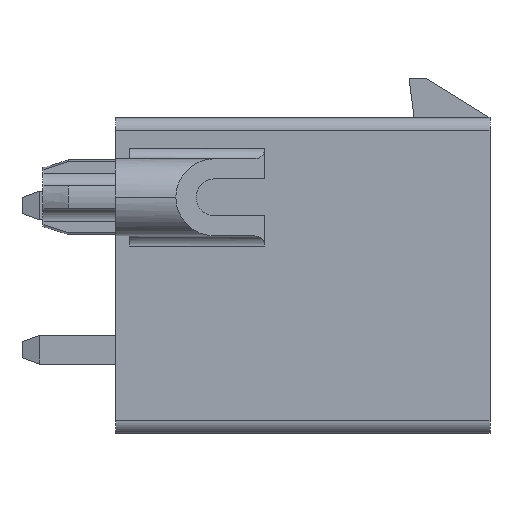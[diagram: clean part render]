
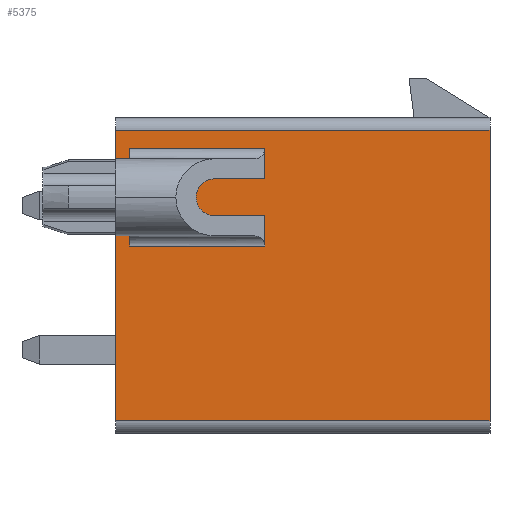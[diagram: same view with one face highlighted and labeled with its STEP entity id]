
A CAD part, left-side view. The second image highlights one B-rep face of the part: STEP entity #5375.
In plain terms, the highlighted planar face has unit normal (-1, 0, 0).
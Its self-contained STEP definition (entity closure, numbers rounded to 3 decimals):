
#973=ORIENTED_EDGE('',*,*,#2081,.T.);
#974=ORIENTED_EDGE('',*,*,#2255,.F.);
#975=ORIENTED_EDGE('',*,*,#2256,.T.);
#976=ORIENTED_EDGE('',*,*,#1831,.T.);
#977=ORIENTED_EDGE('',*,*,#2257,.T.);
#978=ORIENTED_EDGE('',*,*,#2258,.F.);
#979=ORIENTED_EDGE('',*,*,#2259,.F.);
#980=ORIENTED_EDGE('',*,*,#2260,.T.);
#981=ORIENTED_EDGE('',*,*,#2261,.T.);
#982=ORIENTED_EDGE('',*,*,#1821,.T.);
#983=ORIENTED_EDGE('',*,*,#2262,.T.);
#984=ORIENTED_EDGE('',*,*,#2263,.T.);
#985=ORIENTED_EDGE('',*,*,#2070,.T.);
#986=ORIENTED_EDGE('',*,*,#2264,.T.);
#987=ORIENTED_EDGE('',*,*,#2247,.F.);
#988=ORIENTED_EDGE('',*,*,#2265,.T.);
#1821=EDGE_CURVE('',#2599,#2598,#3095,.F.);
#1831=EDGE_CURVE('',#2606,#2607,#3102,.T.);
#2070=EDGE_CURVE('',#2780,#2779,#3297,.T.);
#2081=EDGE_CURVE('',#2789,#2788,#3302,.T.);
#2247=EDGE_CURVE('',#2920,#2921,#3456,.T.);
#2255=EDGE_CURVE('',#2928,#2788,#3461,.T.);
#2256=EDGE_CURVE('',#2928,#2606,#3462,.T.);
#2257=EDGE_CURVE('',#2607,#2929,#3463,.T.);
#2258=EDGE_CURVE('',#2930,#2929,#3464,.T.);
#2259=EDGE_CURVE('',#2931,#2930,#3465,.T.);
#2260=EDGE_CURVE('',#2931,#2932,#3466,.T.);
#2261=EDGE_CURVE('',#2932,#2599,#3467,.T.);
#2262=EDGE_CURVE('',#2598,#2933,#3468,.T.);
#2263=EDGE_CURVE('',#2933,#2780,#3469,.T.);
#2264=EDGE_CURVE('',#2779,#2921,#3470,.T.);
#2265=EDGE_CURVE('',#2920,#2789,#3471,.F.);
#2598=VERTEX_POINT('',#7549);
#2599=VERTEX_POINT('',#7551);
#2606=VERTEX_POINT('',#7568);
#2607=VERTEX_POINT('',#7570);
#2779=VERTEX_POINT('',#8056);
#2780=VERTEX_POINT('',#8058);
#2788=VERTEX_POINT('',#8076);
#2789=VERTEX_POINT('',#8078);
#2920=VERTEX_POINT('',#8411);
#2921=VERTEX_POINT('',#8413);
#2928=VERTEX_POINT('',#8429);
#2929=VERTEX_POINT('',#8432);
#2930=VERTEX_POINT('',#8434);
#2931=VERTEX_POINT('',#8436);
#2932=VERTEX_POINT('',#8438);
#2933=VERTEX_POINT('',#8441);
#3095=LINE('',#7550,#3743);
#3102=LINE('',#7571,#3750);
#3297=LINE('',#8057,#3945);
#3302=LINE('',#8077,#3950);
#3456=LINE('',#8412,#4104);
#3461=LINE('',#8428,#4109);
#3462=LINE('',#8430,#4110);
#3463=LINE('',#8431,#4111);
#3464=LINE('',#8433,#4112);
#3465=LINE('',#8435,#4113);
#3466=LINE('',#8437,#4114);
#3467=LINE('',#8439,#4115);
#3468=LINE('',#8440,#4116);
#3469=LINE('',#8442,#4117);
#3470=LINE('',#8443,#4118);
#3471=LINE('',#8444,#4119);
#3743=VECTOR('',#6047,1000.);
#3750=VECTOR('',#6064,1000.);
#3945=VECTOR('',#6497,1000.);
#3950=VECTOR('',#6514,1000.);
#4104=VECTOR('',#6766,1000.);
#4109=VECTOR('',#6779,1000.);
#4110=VECTOR('',#6780,1000.);
#4111=VECTOR('',#6781,1000.);
#4112=VECTOR('',#6782,1000.);
#4113=VECTOR('',#6783,1000.);
#4114=VECTOR('',#6784,1000.);
#4115=VECTOR('',#6785,1000.);
#4116=VECTOR('',#6786,1000.);
#4117=VECTOR('',#6787,1000.);
#4118=VECTOR('',#6788,1000.);
#4119=VECTOR('',#6789,1000.);
#4514=EDGE_LOOP('',(#973,#974,#975,#976,#977,#978,#979,#980,#981,#982,#983,
#984,#985,#986,#987,#988));
#4837=FACE_BOUND('',#4514,.T.);
#5120=PLANE('',#5775);
#5375=ADVANCED_FACE('',(#4837),#5120,.T.);
#5775=AXIS2_PLACEMENT_3D('',#8427,#6777,#6778);
#6047=DIRECTION('',(0.,-1.,0.));
#6064=DIRECTION('',(0.,-1.,0.));
#6497=DIRECTION('',(0.,0.,-1.));
#6514=DIRECTION('',(0.,0.,-1.));
#6766=DIRECTION('',(0.,0.,-1.));
#6777=DIRECTION('',(-1.,0.,0.));
#6778=DIRECTION('',(0.,0.,1.));
#6779=DIRECTION('',(0.,1.,0.));
#6780=DIRECTION('',(0.,0.,1.));
#6781=DIRECTION('',(0.,0.,-1.));
#6782=DIRECTION('',(0.,-1.,0.));
#6783=DIRECTION('',(0.,0.,1.));
#6784=DIRECTION('',(0.,-1.,0.));
#6785=DIRECTION('',(0.,0.,-1.));
#6786=DIRECTION('',(0.,0.,1.));
#6787=DIRECTION('',(0.,1.,0.));
#6788=DIRECTION('',(0.,-1.,0.));
#6789=DIRECTION('',(0.,-1.,0.));
#7549=CARTESIAN_POINT('',(-6.025,14.25,1.17));
#7550=CARTESIAN_POINT('',(-6.025,14.8,1.17));
#7551=CARTESIAN_POINT('',(-6.025,8.9,1.17));
#7568=CARTESIAN_POINT('',(-6.025,14.25,5.02));
#7570=CARTESIAN_POINT('',(-6.025,8.9,5.02));
#7571=CARTESIAN_POINT('',(-6.025,8.9,5.02));
#8056=CARTESIAN_POINT('',(-6.025,14.8,-5.74));
#8057=CARTESIAN_POINT('',(-6.025,14.8,6.24));
#8058=CARTESIAN_POINT('',(-6.025,14.8,2.62));
#8076=CARTESIAN_POINT('',(-6.025,14.8,3.57));
#8077=CARTESIAN_POINT('',(-6.025,14.8,6.24));
#8078=CARTESIAN_POINT('',(-6.025,14.8,5.74));
#8411=CARTESIAN_POINT('',(-6.025,0.,5.74));
#8412=CARTESIAN_POINT('',(-6.025,0.,6.24));
#8413=CARTESIAN_POINT('',(-6.025,0.,-5.74));
#8427=CARTESIAN_POINT('',(-6.025,14.8,6.24));
#8428=CARTESIAN_POINT('',(-6.025,14.25,3.57));
#8429=CARTESIAN_POINT('',(-6.025,14.25,3.57));
#8430=CARTESIAN_POINT('',(-6.025,14.25,5.02));
#8431=CARTESIAN_POINT('',(-6.025,8.9,4.62));
#8432=CARTESIAN_POINT('',(-6.025,8.9,3.825));
#8433=CARTESIAN_POINT('',(-6.025,13.,3.825));
#8434=CARTESIAN_POINT('',(-6.025,13.,3.825));
#8435=CARTESIAN_POINT('',(-6.025,13.,2.375));
#8436=CARTESIAN_POINT('',(-6.025,13.,2.375));
#8437=CARTESIAN_POINT('',(-6.025,13.,2.375));
#8438=CARTESIAN_POINT('',(-6.025,8.9,2.375));
#8439=CARTESIAN_POINT('',(-6.025,8.9,4.62));
#8440=CARTESIAN_POINT('',(-6.025,14.25,1.17));
#8441=CARTESIAN_POINT('',(-6.025,14.25,2.62));
#8442=CARTESIAN_POINT('',(-6.025,14.25,2.62));
#8443=CARTESIAN_POINT('',(-6.025,14.8,-5.74));
#8444=CARTESIAN_POINT('',(-6.025,14.8,5.74));
